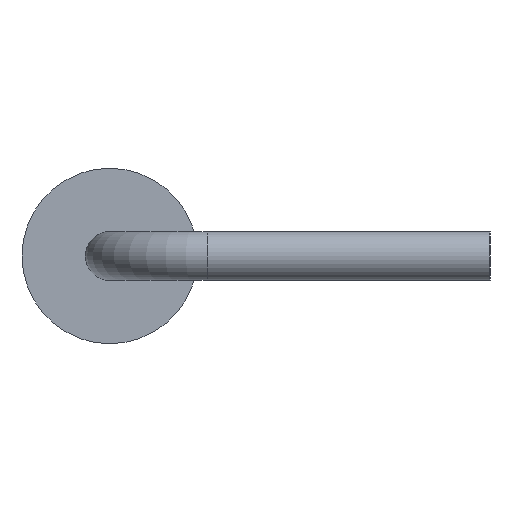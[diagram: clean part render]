
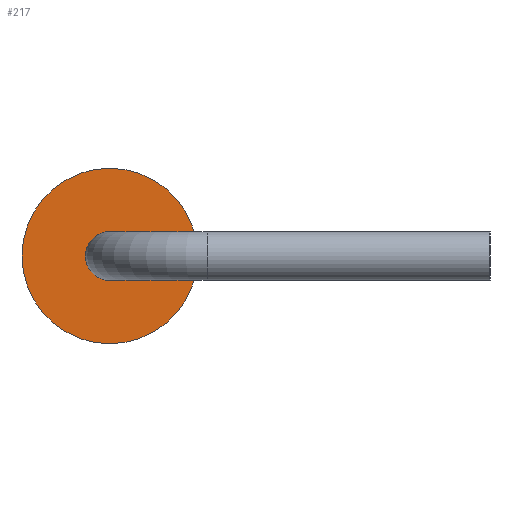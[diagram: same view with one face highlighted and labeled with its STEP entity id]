
A CAD part, left-side view. The second image highlights one B-rep face of the part: STEP entity #217.
In plain terms, the highlighted planar face has unit normal (-1, 0, 0).
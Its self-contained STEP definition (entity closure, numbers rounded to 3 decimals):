
#14=FACE_BOUND('',#60,.T.);
#28=PLANE('',#264);
#43=FACE_OUTER_BOUND('',#59,.T.);
#59=EDGE_LOOP('',(#186));
#60=EDGE_LOOP('',(#187));
#94=CIRCLE('',#259,0.25);
#96=CIRCLE('',#262,0.9);
#112=VERTEX_POINT('',#388);
#114=VERTEX_POINT('',#394);
#136=EDGE_CURVE('',#112,#112,#94,.T.);
#139=EDGE_CURVE('',#114,#114,#96,.T.);
#186=ORIENTED_EDGE('',*,*,#139,.F.);
#187=ORIENTED_EDGE('',*,*,#136,.F.);
#217=ADVANCED_FACE('',(#43,#14),#28,.F.);
#259=AXIS2_PLACEMENT_3D('',#390,#321,#322);
#262=AXIS2_PLACEMENT_3D('',#396,#328,#329);
#264=AXIS2_PLACEMENT_3D('',#398,#332,#333);
#321=DIRECTION('center_axis',(-1.,0.,0.));
#322=DIRECTION('ref_axis',(0.,0.,-1.));
#328=DIRECTION('center_axis',(1.,0.,0.));
#329=DIRECTION('ref_axis',(0.,0.,-1.));
#332=DIRECTION('center_axis',(1.,0.,0.));
#333=DIRECTION('ref_axis',(0.,0.,-1.));
#388=CARTESIAN_POINT('',(-1.85,1.9,0.25));
#390=CARTESIAN_POINT('Origin',(-1.85,1.9,0.));
#394=CARTESIAN_POINT('',(-1.85,1.9,0.9));
#396=CARTESIAN_POINT('Origin',(-1.85,1.9,0.));
#398=CARTESIAN_POINT('Origin',(-1.85,1.9,0.));
